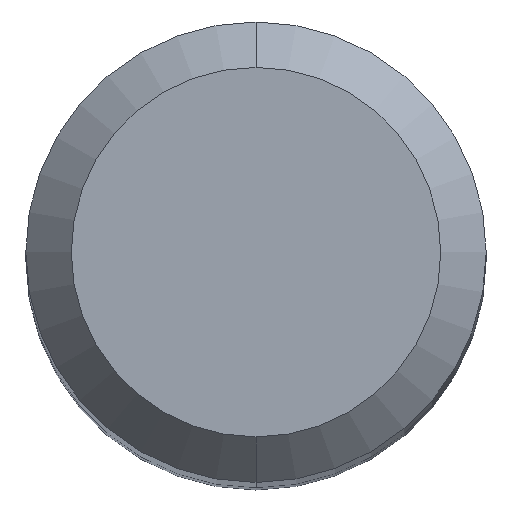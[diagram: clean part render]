
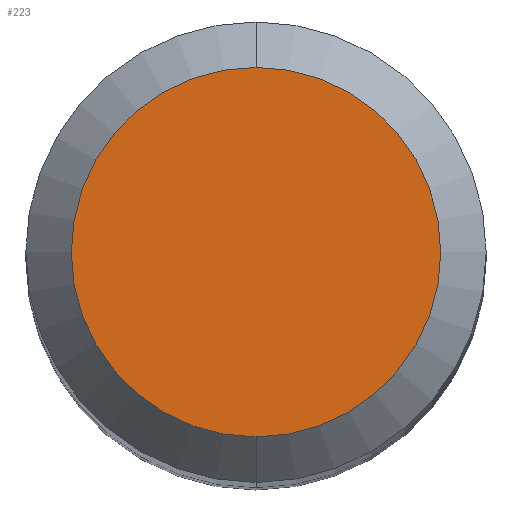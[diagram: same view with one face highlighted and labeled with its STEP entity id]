
A CAD part, top view. The second image highlights one B-rep face of the part: STEP entity #223.
In plain terms, the highlighted planar face has unit normal (0, 0, 1).
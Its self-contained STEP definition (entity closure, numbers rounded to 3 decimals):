
#11 = CARTESIAN_POINT ( 'NONE',  ( 0., 0., 79. ) ) ;
#25 = CIRCLE ( 'NONE', #209, 3.25 ) ;
#27 = VERTEX_POINT ( 'NONE', #28 ) ;
#28 = CARTESIAN_POINT ( 'NONE',  ( 0., -3.25, 79. ) ) ;
#31 = CARTESIAN_POINT ( 'NONE',  ( 0., 0., 79. ) ) ;
#80 = DIRECTION ( 'NONE',  ( 0., 0., -1. ) ) ;
#82 = DIRECTION ( 'NONE',  ( 0., 1., 0. ) ) ;
#97 = CIRCLE ( 'NONE', #117, 3.25 ) ;
#107 = DIRECTION ( 'NONE',  ( 0., 1., 0. ) ) ;
#114 = AXIS2_PLACEMENT_3D ( 'NONE', #31, #136, #107 ) ;
#117 = AXIS2_PLACEMENT_3D ( 'NONE', #292, #80, #82 ) ;
#118 = EDGE_CURVE ( 'NONE', #27, #175, #25, .T. ) ;
#130 = EDGE_LOOP ( 'NONE', ( #311, #201 ) ) ;
#136 = DIRECTION ( 'NONE',  ( 0., 0., -1. ) ) ;
#140 = DIRECTION ( 'NONE',  ( 0., 0., -1. ) ) ;
#142 = EDGE_CURVE ( 'NONE', #175, #27, #97, .T. ) ;
#175 = VERTEX_POINT ( 'NONE', #321 ) ;
#187 = FACE_OUTER_BOUND ( 'NONE', #130, .T. ) ;
#201 = ORIENTED_EDGE ( 'NONE', *, *, #118, .F. ) ;
#209 = AXIS2_PLACEMENT_3D ( 'NONE', #11, #140, #238 ) ;
#223 = ADVANCED_FACE ( 'NONE', ( #187 ), #291, .F. ) ;
#238 = DIRECTION ( 'NONE',  ( 0., 1., 0. ) ) ;
#291 = PLANE ( 'NONE',  #114 ) ;
#292 = CARTESIAN_POINT ( 'NONE',  ( 0., 0., 79. ) ) ;
#311 = ORIENTED_EDGE ( 'NONE', *, *, #142, .F. ) ;
#321 = CARTESIAN_POINT ( 'NONE',  ( 0., 3.25, 79. ) ) ;
